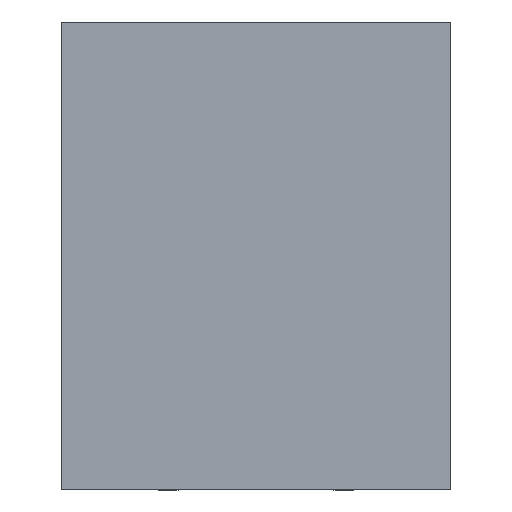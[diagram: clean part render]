
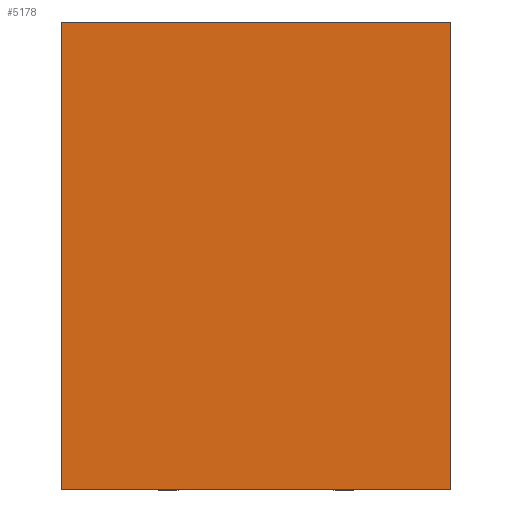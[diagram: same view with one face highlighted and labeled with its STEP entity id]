
A CAD part, top view. The second image highlights one B-rep face of the part: STEP entity #5178.
In plain terms, the highlighted face is planar.
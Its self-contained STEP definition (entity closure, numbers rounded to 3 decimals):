
#1717=DIRECTION('',(0.,0.,1.));
#1718=VECTOR('',#1717,6.);
#1719=CARTESIAN_POINT('',(-2.5,1.,-3.));
#1720=LINE('',#1719,#1718);
#1724=DIRECTION('',(-1.,0.,0.));
#1725=VECTOR('',#1724,5.);
#1726=CARTESIAN_POINT('',(2.5,1.,-3.));
#1727=LINE('',#1726,#1725);
#1731=DIRECTION('',(0.,0.,-1.));
#1732=VECTOR('',#1731,6.);
#1733=CARTESIAN_POINT('',(2.5,1.,3.));
#1734=LINE('',#1733,#1732);
#1738=DIRECTION('',(1.,0.,0.));
#1739=VECTOR('',#1738,5.);
#1740=CARTESIAN_POINT('',(-2.5,1.,3.));
#1741=LINE('',#1740,#1739);
#3775=CARTESIAN_POINT('',(-2.5,1.,-3.));
#3776=CARTESIAN_POINT('',(-2.5,1.,3.));
#3777=VERTEX_POINT('',#3775);
#3778=VERTEX_POINT('',#3776);
#3779=CARTESIAN_POINT('',(2.5,1.,3.));
#3780=VERTEX_POINT('',#3779);
#3781=CARTESIAN_POINT('',(2.5,1.,-3.));
#3782=VERTEX_POINT('',#3781);
#5167=CARTESIAN_POINT('',(0.,1.,0.));
#5168=DIRECTION('',(0.,1.,0.));
#5169=DIRECTION('',(1.,0.,0.));
#5170=AXIS2_PLACEMENT_3D('',#5167,#5168,#5169);
#5171=PLANE('',#5170);
#5172=ORIENTED_EDGE('',*,*,#4837,.F.);
#5173=ORIENTED_EDGE('',*,*,#4939,.F.);
#5174=ORIENTED_EDGE('',*,*,#5007,.F.);
#5175=ORIENTED_EDGE('',*,*,#5107,.F.);
#5176=EDGE_LOOP('',(#5172,#5173,#5174,#5175));
#5177=FACE_OUTER_BOUND('',#5176,.F.);
#4837=EDGE_CURVE('',#3777,#3778,#1720,.T.);
#4939=EDGE_CURVE('',#3782,#3777,#1727,.T.);
#5007=EDGE_CURVE('',#3780,#3782,#1734,.T.);
#5107=EDGE_CURVE('',#3778,#3780,#1741,.T.);
#5178=ADVANCED_FACE('',(#5177),#5171,.T.);
